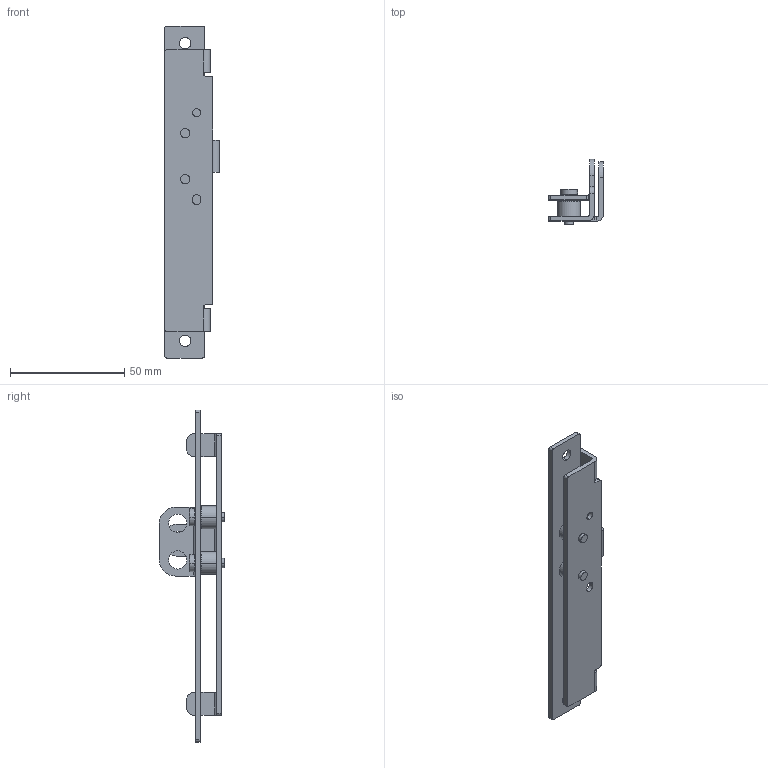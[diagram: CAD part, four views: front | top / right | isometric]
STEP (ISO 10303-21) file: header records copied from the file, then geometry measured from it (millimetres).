
FILE_DESCRIPTION((''),'2;1');
FILE_NAME('125-4P-JIXIELIANSUO_ASM','2020-11-05T10:25:23',('zhxmin'),(''),'CREO PARAMETRIC BY PTC INC, 2018020','CREO PARAMETRIC BY PTC INC, 2018020','');
FILE_SCHEMA(('CONFIG_CONTROL_DESIGN','SHAPE_APPEARANCE_LAYERS_GROUPS'));
Length unit declared in the file: metre
Products named in the file (6): 4P-8-040-358; 3P-8-206-997-1063_1; 3P-8-206-997-1359_1; 4P-8-270-099; 4P-5-363-044_ASM; 125-4P-JIXIELIANSUO_ASM
Assembly tree (5 placements, depth 3):
  125-4P-JIXIELIANSUO_ASM
    4P-5-363-044_ASM
      4P-8-040-358
      3P-8-206-997-1063_1
      3P-8-206-997-1359_1
      4P-8-270-099
Bounding box: 24 x 28.5 x 145 mm (x, y, z)
Volume: 12795.1 mm3; surface area: 14475.4 mm2
Topology: 4 solids, 4 shells, 138 faces, 364 edges, 240 vertices
Faces by surface type: cylinder 73, plane 53, cone 12
Entity records: 5609 total; most frequent: DIRECTION 838, CARTESIAN_POINT 791, ORIENTED_EDGE 728, EDGE_CURVE 364, AXIS2_PLACEMENT_3D 323, VERTEX_POINT 240, VECTOR 192, LINE 192
